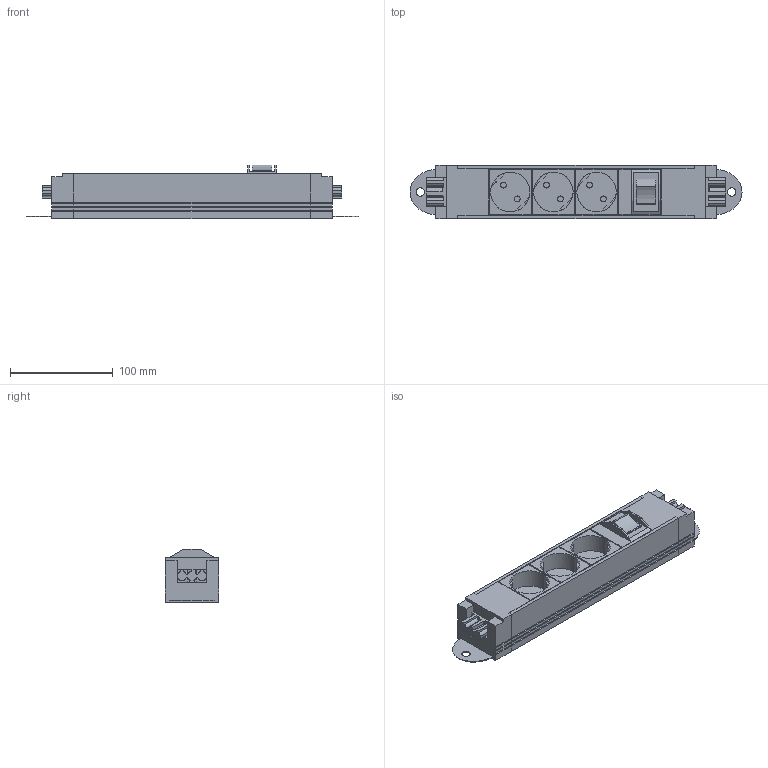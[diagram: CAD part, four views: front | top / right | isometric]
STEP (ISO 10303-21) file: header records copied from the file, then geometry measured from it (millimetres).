
FILE_DESCRIPTION (( 'STEP AP214' ), '1' );
FILE_NAME ('65305551', '2019-01-31T12:12:00', ( '' ), ('JUGARD+KÜNSTNER GmbH'), 'SwSTEP 2.0', 'SolidWorks 2017', '' );
FILE_SCHEMA (( 'AUTOMOTIVE_DESIGN' ));
Length unit declared in the file: millimetre
Products named in the file (1): 65305551_CNAJF00
Bounding box: 323 x 52 x 52.12 mm (x, y, z)
Volume: 460903.7 mm3; surface area: 150138 mm2
Topology: 1 solids, 1 shells, 365 faces, 1052 edges, 661 vertices
Faces by surface type: plane 213, cylinder 128, bspline 20, cone 4
Entity records: 12852 total; most frequent: CARTESIAN_POINT 2662, ORIENTED_EDGE 2072, DIRECTION 2003, EDGE_CURVE 1036, LINE 727, VECTOR 727, VERTEX_POINT 661, AXIS2_PLACEMENT_3D 638
